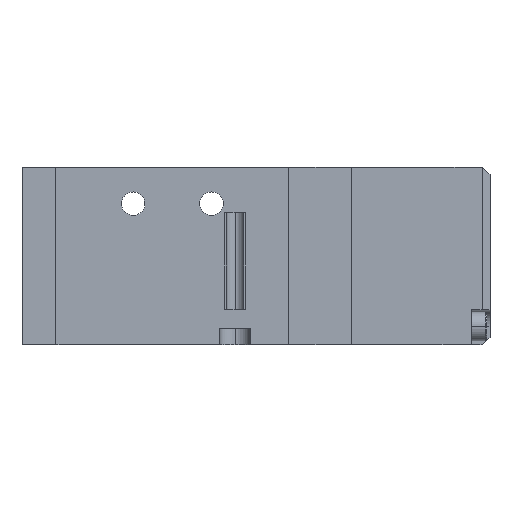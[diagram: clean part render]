
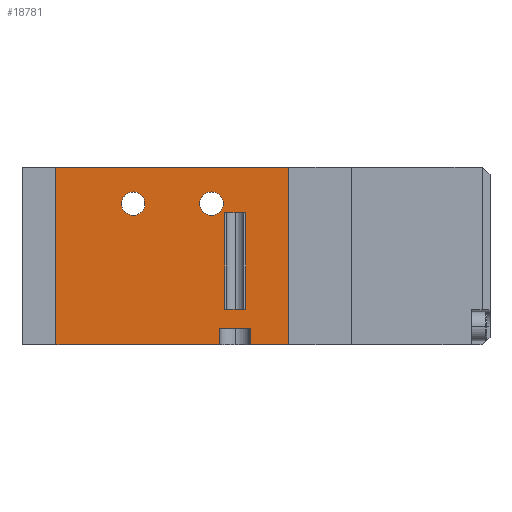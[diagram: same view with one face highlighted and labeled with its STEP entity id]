
A CAD part, front view. The second image highlights one B-rep face of the part: STEP entity #18781.
In plain terms, the highlighted face is planar.
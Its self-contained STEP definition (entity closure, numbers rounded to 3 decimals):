
#221 = VERTEX_POINT ( 'NONE', #6010 ) ;
#403 = CARTESIAN_POINT ( 'NONE',  ( 10., 27.2, -11.5 ) ) ;
#418 = CARTESIAN_POINT ( 'NONE',  ( 10., 8.7, -11.5 ) ) ;
#1146 = CARTESIAN_POINT ( 'NONE',  ( -22.25, 0., -11.5 ) ) ;
#1147 = DIRECTION ( 'NONE',  ( -1., 0., 0. ) ) ;
#1811 = CARTESIAN_POINT ( 'NONE',  ( -7.5, 7., -11.5 ) ) ;
#1813 = DIRECTION ( 'NONE',  ( 0., 0., 1. ) ) ;
#1814 = DIRECTION ( 'NONE',  ( 1., 0., 0. ) ) ;
#1970 = CARTESIAN_POINT ( 'NONE',  ( -22.25, 34., -11.5 ) ) ;
#1971 = DIRECTION ( 'NONE',  ( -1., 0., 0. ) ) ;
#1984 = CARTESIAN_POINT ( 'NONE',  ( -22.25, 34., -11.5 ) ) ;
#1985 = DIRECTION ( 'NONE',  ( -1., 0., 0. ) ) ;
#2529 = CARTESIAN_POINT ( 'NONE',  ( 14.95, 30.8, -11.5 ) ) ;
#2530 = DIRECTION ( 'NONE',  ( 0., 1., 0. ) ) ;
#2541 = CARTESIAN_POINT ( 'NONE',  ( 9.05, 30.8, -11.5 ) ) ;
#2542 = DIRECTION ( 'NONE',  ( -1., 0., 0. ) ) ;
#2625 = CARTESIAN_POINT ( 'NONE',  ( -22.25, 34., -11.5 ) ) ;
#2626 = DIRECTION ( 'NONE',  ( 0., -1., 0. ) ) ;
#2627 = CARTESIAN_POINT ( 'NONE',  ( 9.05, 30.8, -11.5 ) ) ;
#2628 = DIRECTION ( 'NONE',  ( 0., 1., 0. ) ) ;
#2629 = CARTESIAN_POINT ( 'NONE',  ( 14., 8.7, -11.5 ) ) ;
#2630 = DIRECTION ( 'NONE',  ( 0., -1., 0. ) ) ;
#2631 = CARTESIAN_POINT ( 'NONE',  ( 14., 8.7, -11.5 ) ) ;
#2632 = DIRECTION ( 'NONE',  ( -1., 0., 0. ) ) ;
#2633 = CARTESIAN_POINT ( 'NONE',  ( 10., 8.7, -11.5 ) ) ;
#2634 = DIRECTION ( 'NONE',  ( 0., 1., 0. ) ) ;
#2635 = CARTESIAN_POINT ( 'NONE',  ( 14., 27.2, -11.5 ) ) ;
#2636 = DIRECTION ( 'NONE',  ( 1., 0., 0. ) ) ;
#2637 = CARTESIAN_POINT ( 'NONE',  ( -7.5, 7., -11.5 ) ) ;
#2638 = DIRECTION ( 'NONE',  ( 0., 0., 1. ) ) ;
#2639 = DIRECTION ( 'NONE',  ( 1., 0., 0. ) ) ;
#2642 = CARTESIAN_POINT ( 'NONE',  ( 7.5, 7., -11.5 ) ) ;
#2643 = DIRECTION ( 'NONE',  ( 0., 0., 1. ) ) ;
#2644 = DIRECTION ( 'NONE',  ( 1., 0., 0. ) ) ;
#2647 = CARTESIAN_POINT ( 'NONE',  ( 22.25, 34., -11.5 ) ) ;
#2648 = DIRECTION ( 'NONE',  ( 0., -1., 0. ) ) ;
#3616 = EDGE_LOOP ( 'NONE', ( #4713, #4812, #4813, #4807 ) ) ;
#3637 = EDGE_LOOP ( 'NONE', ( #4808, #4809, #4810, #4811, #4820, #4822, #4824, #4826 ) ) ;
#3638 = EDGE_LOOP ( 'NONE', ( #4709, #4710 ) ) ;
#3639 = EDGE_LOOP ( 'NONE', ( #4711, #4712 ) ) ;
#3778 = VERTEX_POINT ( 'NONE', #7651 ) ;
#3787 = VERTEX_POINT ( 'NONE', #7660 ) ;
#3803 = VERTEX_POINT ( 'NONE', #7676 ) ;
#3845 = VERTEX_POINT ( 'NONE', #7718 ) ;
#3883 = VERTEX_POINT ( 'NONE', #7756 ) ;
#3898 = VERTEX_POINT ( 'NONE', #7771 ) ;
#3970 = VERTEX_POINT ( 'NONE', #7843 ) ;
#3972 = VERTEX_POINT ( 'NONE', #7845 ) ;
#4012 = VERTEX_POINT ( 'NONE', #7885 ) ;
#4017 = VERTEX_POINT ( 'NONE', #7890 ) ;
#4018 = VERTEX_POINT ( 'NONE', #7891 ) ;
#4222 = VERTEX_POINT ( 'NONE', #403 ) ;
#4669 = VERTEX_POINT ( 'NONE', #418 ) ;
#4709 = ORIENTED_EDGE ( 'NONE', *, *, #11010, .T. ) ;
#4710 = ORIENTED_EDGE ( 'NONE', *, *, #11350, .T. ) ;
#4711 = ORIENTED_EDGE ( 'NONE', *, *, #11008, .T. ) ;
#4712 = ORIENTED_EDGE ( 'NONE', *, *, #10600, .T. ) ;
#4713 = ORIENTED_EDGE ( 'NONE', *, *, #11007, .F. ) ;
#4807 = ORIENTED_EDGE ( 'NONE', *, *, #11004, .F. ) ;
#4808 = ORIENTED_EDGE ( 'NONE', *, *, #10889, .F. ) ;
#4809 = ORIENTED_EDGE ( 'NONE', *, *, #11003, .F. ) ;
#4810 = ORIENTED_EDGE ( 'NONE', *, *, #10976, .F. ) ;
#4811 = ORIENTED_EDGE ( 'NONE', *, *, #10971, .T. ) ;
#4812 = ORIENTED_EDGE ( 'NONE', *, *, #11006, .F. ) ;
#4813 = ORIENTED_EDGE ( 'NONE', *, *, #11005, .F. ) ;
#4820 = ORIENTED_EDGE ( 'NONE', *, *, #10893, .F. ) ;
#4822 = ORIENTED_EDGE ( 'NONE', *, *, #11012, .T. ) ;
#4824 = ORIENTED_EDGE ( 'NONE', *, *, #10518, .T. ) ;
#4826 = ORIENTED_EDGE ( 'NONE', *, *, #11002, .F. ) ;
#6010 = CARTESIAN_POINT ( 'NONE',  ( 14., 27.2, -11.5 ) ) ;
#7651 = CARTESIAN_POINT ( 'NONE',  ( 5.25, 7., -11.5 ) ) ;
#7660 = CARTESIAN_POINT ( 'NONE',  ( 9.75, 7., -11.5 ) ) ;
#7676 = CARTESIAN_POINT ( 'NONE',  ( 22.25, 0., -11.5 ) ) ;
#7718 = CARTESIAN_POINT ( 'NONE',  ( -9.75, 7., -11.5 ) ) ;
#7756 = CARTESIAN_POINT ( 'NONE',  ( -22.25, 0., -11.5 ) ) ;
#7771 = CARTESIAN_POINT ( 'NONE',  ( -5.25, 7., -11.5 ) ) ;
#7843 = CARTESIAN_POINT ( 'NONE',  ( 9.05, 30.8, -11.5 ) ) ;
#7845 = CARTESIAN_POINT ( 'NONE',  ( 14.95, 34., -11.5 ) ) ;
#7885 = CARTESIAN_POINT ( 'NONE',  ( 14.95, 30.8, -11.5 ) ) ;
#7890 = CARTESIAN_POINT ( 'NONE',  ( 22.25, 34., -11.5 ) ) ;
#7891 = CARTESIAN_POINT ( 'NONE',  ( 9.05, 34., -11.5 ) ) ;
#9059 = LINE ( 'NONE', #1146, #9060 ) ;
#9060 = VECTOR ( 'NONE', #1147, 1000. ) ;
#9170 = CIRCLE ( 'NONE', #19665, 2.25 ) ;
#9207 = LINE ( 'NONE', #1970, #9208 ) ;
#9208 = VECTOR ( 'NONE', #1971, 1000. ) ;
#9214 = LINE ( 'NONE', #1984, #9215 ) ;
#9215 = VECTOR ( 'NONE', #1985, 1000. ) ;
#9305 = LINE ( 'NONE', #2529, #9307 ) ;
#9307 = VECTOR ( 'NONE', #2530, 1000. ) ;
#9313 = LINE ( 'NONE', #2541, #9315 ) ;
#9315 = VECTOR ( 'NONE', #2542, 1000. ) ;
#9354 = LINE ( 'NONE', #2625, #9356 ) ;
#9356 = VECTOR ( 'NONE', #2626, 1000. ) ;
#9357 = LINE ( 'NONE', #2627, #9358 ) ;
#9358 = VECTOR ( 'NONE', #2628, 1000. ) ;
#9359 = LINE ( 'NONE', #2629, #9360 ) ;
#9360 = VECTOR ( 'NONE', #2630, 1000. ) ;
#9361 = LINE ( 'NONE', #2631, #9362 ) ;
#9362 = VECTOR ( 'NONE', #2632, 1000. ) ;
#9363 = LINE ( 'NONE', #2633, #9364 ) ;
#9364 = VECTOR ( 'NONE', #2634, 1000. ) ;
#9365 = LINE ( 'NONE', #2635, #9366 ) ;
#9366 = VECTOR ( 'NONE', #2636, 1000. ) ;
#9368 = CIRCLE ( 'NONE', #19681, 2.25 ) ;
#9371 = CIRCLE ( 'NONE', #19682, 2.25 ) ;
#9373 = LINE ( 'NONE', #2647, #9374 ) ;
#9374 = VECTOR ( 'NONE', #2648, 1000. ) ;
#10518 = EDGE_CURVE ( 'NONE', #3803, #3883, #9059, .T. ) ;
#10600 = EDGE_CURVE ( 'NONE', #3845, #3898, #9170, .T. ) ;
#10889 = EDGE_CURVE ( 'NONE', #4018, #18907, #9207, .T. ) ;
#10893 = EDGE_CURVE ( 'NONE', #4017, #3972, #9214, .T. ) ;
#10971 = EDGE_CURVE ( 'NONE', #4012, #3972, #9305, .T. ) ;
#10976 = EDGE_CURVE ( 'NONE', #4012, #3970, #9313, .T. ) ;
#11002 = EDGE_CURVE ( 'NONE', #18907, #3883, #9354, .T. ) ;
#11003 = EDGE_CURVE ( 'NONE', #3970, #4018, #9357, .T. ) ;
#11004 = EDGE_CURVE ( 'NONE', #221, #18902, #9359, .T. ) ;
#11005 = EDGE_CURVE ( 'NONE', #18902, #4669, #9361, .T. ) ;
#11006 = EDGE_CURVE ( 'NONE', #4669, #4222, #9363, .T. ) ;
#11007 = EDGE_CURVE ( 'NONE', #4222, #221, #9365, .T. ) ;
#11008 = EDGE_CURVE ( 'NONE', #3898, #3845, #9368, .T. ) ;
#11010 = EDGE_CURVE ( 'NONE', #3787, #3778, #9371, .T. ) ;
#11012 = EDGE_CURVE ( 'NONE', #4017, #3803, #9373, .T. ) ;
#11350 = EDGE_CURVE ( 'NONE', #3778, #3787, #12577, .T. ) ;
#12577 = CIRCLE ( 'NONE', #19796, 2.25 ) ;
#12948 = CARTESIAN_POINT ( 'NONE',  ( 7.5, 7., -11.5 ) ) ;
#12949 = DIRECTION ( 'NONE',  ( 0., 0., 1. ) ) ;
#12950 = DIRECTION ( 'NONE',  ( 1., 0., 0. ) ) ;
#15408 = FACE_BOUND ( 'NONE', #3638, .T. ) ;
#15410 = FACE_BOUND ( 'NONE', #3639, .T. ) ;
#15412 = FACE_BOUND ( 'NONE', #3616, .T. ) ;
#15414 = FACE_OUTER_BOUND ( 'NONE', #3637, .T. ) ;
#17146 = PLANE ( 'NONE',  #19943 ) ;
#17147 = CARTESIAN_POINT ( 'NONE',  ( -22.25, 34., -11.5 ) ) ;
#17148 = DIRECTION ( 'NONE',  ( 0., 0., 1. ) ) ;
#17149 = DIRECTION ( 'NONE',  ( 1., 0., 0. ) ) ;
#18258 = CARTESIAN_POINT ( 'NONE',  ( 14., 8.7, -11.5 ) ) ;
#18263 = CARTESIAN_POINT ( 'NONE',  ( -22.25, 34., -11.5 ) ) ;
#18781 = ADVANCED_FACE ( 'NONE', ( #15408, #15410, #15412, #15414 ), #17146, .F. ) ;
#18902 = VERTEX_POINT ( 'NONE', #18258 ) ;
#18907 = VERTEX_POINT ( 'NONE', #18263 ) ;
#19665 = AXIS2_PLACEMENT_3D ( 'NONE', #1811, #1813, #1814 ) ;
#19681 = AXIS2_PLACEMENT_3D ( 'NONE', #2637, #2638, #2639 ) ;
#19682 = AXIS2_PLACEMENT_3D ( 'NONE', #2642, #2643, #2644 ) ;
#19796 = AXIS2_PLACEMENT_3D ( 'NONE', #12948, #12949, #12950 ) ;
#19943 = AXIS2_PLACEMENT_3D ( 'NONE', #17147, #17148, #17149 ) ;
